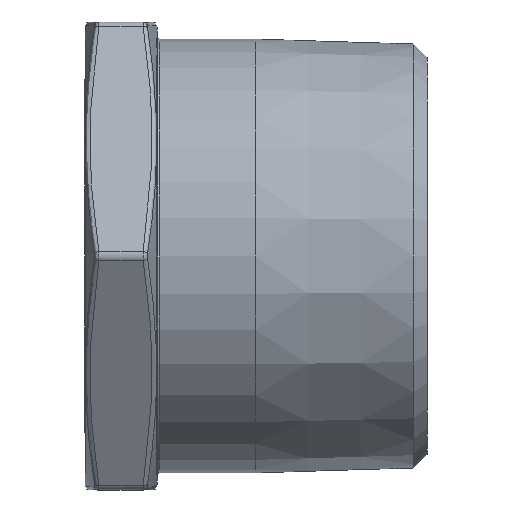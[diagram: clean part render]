
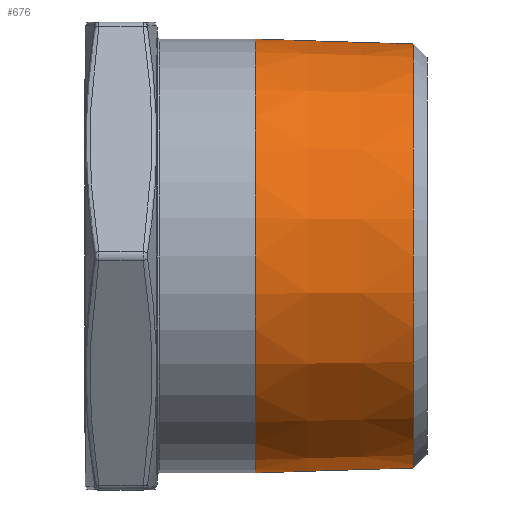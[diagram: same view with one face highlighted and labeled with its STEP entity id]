
A CAD part, front view. The second image highlights one B-rep face of the part: STEP entity #676.
In plain terms, the highlighted conical face has half-angle 1.79 degrees and reference radius 24.102 mm.
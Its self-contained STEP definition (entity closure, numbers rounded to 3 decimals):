
#52 = VERTEX_POINT ( 'NONE', #5982 ) ;
#348 = DIRECTION ( 'NONE',  ( -1., 0., 0. ) ) ;
#676 = ADVANCED_FACE ( 'NONE', ( #10058, #8982 ), #7970, .T. ) ;
#747 = DIRECTION ( 'NONE',  ( 0., 0., 1. ) ) ;
#1522 = ORIENTED_EDGE ( 'NONE', *, *, #6824, .T. ) ;
#1756 = DIRECTION ( 'NONE',  ( -1., 0., 0. ) ) ;
#1888 = CARTESIAN_POINT ( 'NONE',  ( 18.9, 0., 24.102 ) ) ;
#2723 = ORIENTED_EDGE ( 'NONE', *, *, #12590, .F. ) ;
#2808 = AXIS2_PLACEMENT_3D ( 'NONE', #6447, #10337, #747 ) ;
#3064 = CARTESIAN_POINT ( 'NONE',  ( 18.9, 0., 0. ) ) ;
#4080 = EDGE_LOOP ( 'NONE', ( #2723 ) ) ;
#4849 = VERTEX_POINT ( 'NONE', #1888 ) ;
#5605 = DIRECTION ( 'NONE',  ( 0., 0., 1. ) ) ;
#5852 = CIRCLE ( 'NONE', #9129, 24.102 ) ;
#5982 = CARTESIAN_POINT ( 'NONE',  ( 36.473, 0., 23.552 ) ) ;
#6447 = CARTESIAN_POINT ( 'NONE',  ( 36.473, 0., 0. ) ) ;
#6824 = EDGE_CURVE ( 'NONE', #52, #52, #11746, .T. ) ;
#7970 = CONICAL_SURFACE ( 'NONE', #12235, 24.102, 0.031 ) ;
#8982 = FACE_OUTER_BOUND ( 'NONE', #4080, .T. ) ;
#9129 = AXIS2_PLACEMENT_3D ( 'NONE', #10453, #1756, #5605 ) ;
#10058 = FACE_BOUND ( 'NONE', #10630, .T. ) ;
#10337 = DIRECTION ( 'NONE',  ( -1., 0., 0. ) ) ;
#10453 = CARTESIAN_POINT ( 'NONE',  ( 18.9, 0., 0. ) ) ;
#10630 = EDGE_LOOP ( 'NONE', ( #1522 ) ) ;
#11005 = DIRECTION ( 'NONE',  ( 0., 0., 1. ) ) ;
#11746 = CIRCLE ( 'NONE', #2808, 23.552 ) ;
#12235 = AXIS2_PLACEMENT_3D ( 'NONE', #3064, #348, #11005 ) ;
#12590 = EDGE_CURVE ( 'NONE', #4849, #4849, #5852, .T. ) ;
